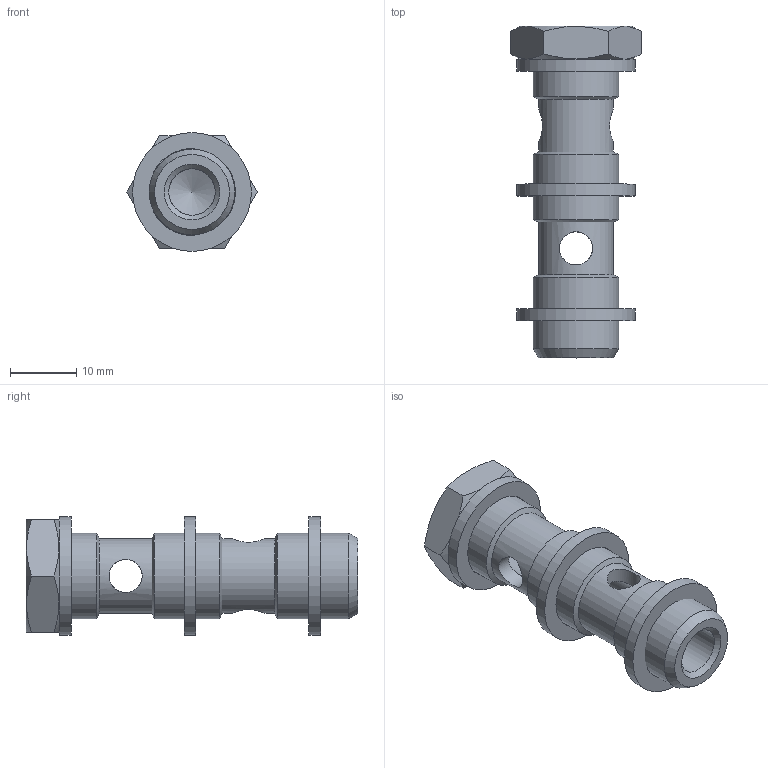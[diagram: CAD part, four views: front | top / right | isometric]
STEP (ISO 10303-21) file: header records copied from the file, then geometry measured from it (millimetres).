
FILE_DESCRIPTION(/* description */ ('STEP AP214'),/* implementation_level */ '2;1');
FILE_NAME(/* name */ 'A0220002',/* time_stamp */ '2023-04-13T14:13:45+02:00',/* author */ ('License CC BY-ND 4.0'),/* organization */ ('CADENAS'),/* preprocessor_version */ 'ST-DEVELOPER v19.3',/* originating_system */ 'PARTsolutions',/* authorisation */ ' ');
FILE_SCHEMA (('AUTOMOTIVE_DESIGN {1 0 10303 214 3 1 1}'));
Length unit declared in the file: metre
Products named in the file (5): A0220002; A0220002_PART4; A0220002_PART3; A0220002_PART2; A0220002_PART1
Assembly tree (4 placements, depth 2):
  A0220002
    A0220002_PART4
    A0220002_PART3
    A0220002_PART2
    A0220002_PART1
Bounding box: 19.63 x 50 x 17.9 mm (x, y, z)
Volume: 5291.3 mm3; surface area: 4769.1 mm2
Topology: 4 solids, 4 shells, 46 faces, 109 edges, 70 vertices
Faces by surface type: plane 21, cylinder 16, cone 9
Full cylindrical faces by diameter (mm): 5 x4, 7 x1, 11.3 x2, 12.9 x3, 13.1 x3, 17.9 x3
Entity records: 1701 total; most frequent: CARTESIAN_POINT 380, DIRECTION 186, ORIENTED_EDGE 142, FACE_BOUND 87, EDGE_LOOP 86, AXIS2_PLACEMENT_3D 84, EDGE_CURVE 71, VERTEX_POINT 60
